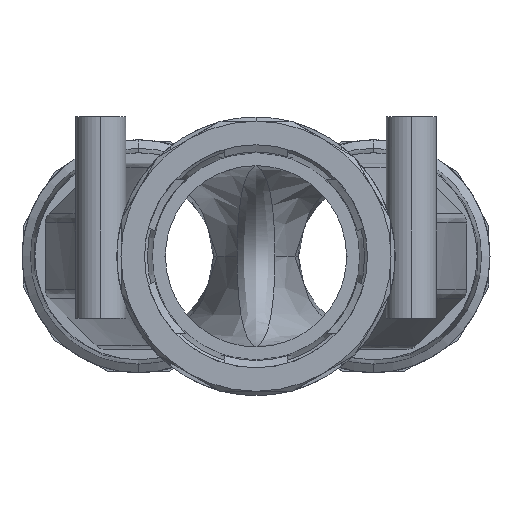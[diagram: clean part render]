
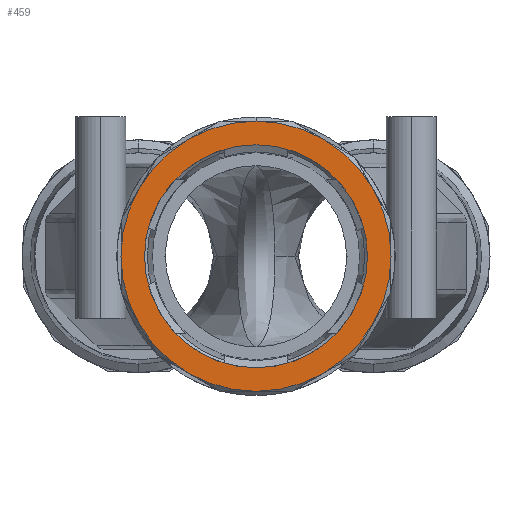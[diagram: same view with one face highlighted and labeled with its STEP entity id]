
A CAD part, front view. The second image highlights one B-rep face of the part: STEP entity #459.
In plain terms, the highlighted planar face has unit normal (0, -1, 0).
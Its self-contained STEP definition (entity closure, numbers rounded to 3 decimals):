
#456 = EDGE_CURVE ( 'NONE', #9497, #9496, #13747, .T. ) ;
#459 = ADVANCED_FACE ( 'NONE', ( #13742, #13741 ), #13740, .F. ) ;
#460 = EDGE_LOOP ( 'NONE', ( #461, #462 ) ) ;
#461 = ORIENTED_EDGE ( 'NONE', *, *, #9495, .F. ) ;
#462 = ORIENTED_EDGE ( 'NONE', *, *, #456, .F. ) ;
#463 = EDGE_LOOP ( 'NONE', ( #465, #466 ) ) ;
#465 = ORIENTED_EDGE ( 'NONE', *, *, #4041, .T. ) ;
#466 = ORIENTED_EDGE ( 'NONE', *, *, #3962, .T. ) ;
#3962 = EDGE_CURVE ( 'NONE', #3964, #3966, #14774, .T. ) ;
#3964 = VERTEX_POINT ( 'NONE', #14765 ) ;
#3966 = VERTEX_POINT ( 'NONE', #14764 ) ;
#4041 = EDGE_CURVE ( 'NONE', #3966, #3964, #14725, .T. ) ;
#9495 = EDGE_CURVE ( 'NONE', #9496, #9497, #17243, .T. ) ;
#9496 = VERTEX_POINT ( 'NONE', #17184 ) ;
#9497 = VERTEX_POINT ( 'NONE', #17183 ) ;
#13736 = DIRECTION ( 'NONE',  ( -1., 0., 0. ) ) ;
#13737 = DIRECTION ( 'NONE',  ( 0., 1., 0. ) ) ;
#13738 = CARTESIAN_POINT ( 'NONE',  ( 26.1, -6.071, 0. ) ) ;
#13739 = AXIS2_PLACEMENT_3D ( 'NONE', #13738, #13737, #13736 ) ;
#13740 = PLANE ( 'NONE',  #13739 ) ;
#13741 = FACE_BOUND ( 'NONE', #463, .T. ) ;
#13742 = FACE_OUTER_BOUND ( 'NONE', #460, .T. ) ;
#13743 = DIRECTION ( 'NONE',  ( -1., 0., 0. ) ) ;
#13744 = DIRECTION ( 'NONE',  ( 0., 1., 0. ) ) ;
#13745 = CARTESIAN_POINT ( 'NONE',  ( 0., -6.071, 0. ) ) ;
#13746 = AXIS2_PLACEMENT_3D ( 'NONE', #13745, #13744, #13743 ) ;
#13747 = CIRCLE ( 'NONE', #13746, 26.1 ) ;
#14658 = DIRECTION ( 'NONE',  ( -1., 0., 0. ) ) ;
#14659 = DIRECTION ( 'NONE',  ( 0., 1., 0. ) ) ;
#14660 = CARTESIAN_POINT ( 'NONE',  ( 0., -6.071, 0. ) ) ;
#14661 = AXIS2_PLACEMENT_3D ( 'NONE', #14660, #14659, #14658 ) ;
#14725 = CIRCLE ( 'NONE', #14661, 21.55 ) ;
#14764 = CARTESIAN_POINT ( 'NONE',  ( -21.55, -6.071, 0. ) ) ;
#14765 = CARTESIAN_POINT ( 'NONE',  ( 21.55, -6.071, 0. ) ) ;
#14766 = DIRECTION ( 'NONE',  ( -1., 0., 0. ) ) ;
#14767 = DIRECTION ( 'NONE',  ( 0., 1., 0. ) ) ;
#14768 = CARTESIAN_POINT ( 'NONE',  ( 0., -6.071, 0. ) ) ;
#14769 = AXIS2_PLACEMENT_3D ( 'NONE', #14768, #14767, #14766 ) ;
#14774 = CIRCLE ( 'NONE', #14769, 21.55 ) ;
#17183 = CARTESIAN_POINT ( 'NONE',  ( 26.1, -6.071, 0. ) ) ;
#17184 = CARTESIAN_POINT ( 'NONE',  ( -26.1, -6.071, 0. ) ) ;
#17185 = DIRECTION ( 'NONE',  ( -1., 0., 0. ) ) ;
#17186 = DIRECTION ( 'NONE',  ( 0., 1., 0. ) ) ;
#17243 = CIRCLE ( 'NONE', #17245, 26.1 ) ;
#17244 = CARTESIAN_POINT ( 'NONE',  ( 0., -6.071, 0. ) ) ;
#17245 = AXIS2_PLACEMENT_3D ( 'NONE', #17244, #17186, #17185 ) ;
